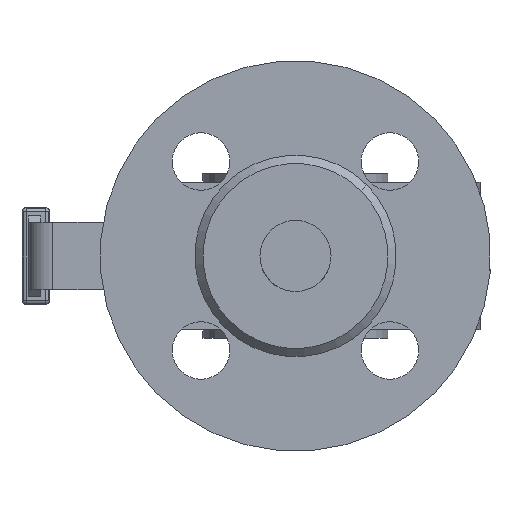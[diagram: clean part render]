
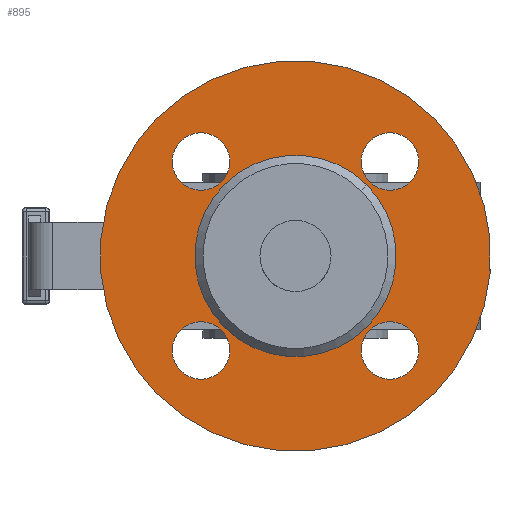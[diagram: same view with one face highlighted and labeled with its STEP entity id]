
A CAD part, left-side view. The second image highlights one B-rep face of the part: STEP entity #895.
In plain terms, the highlighted planar face has unit normal (-1, 0, 0).
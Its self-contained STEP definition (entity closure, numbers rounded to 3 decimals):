
#895=ADVANCED_FACE('',(#1972,#1973,#1974,#1975,#1976,#1977),#1978,.T.);
#1972=FACE_OUTER_BOUND('',#3934,.T.);
#1973=FACE_BOUND('',#3935,.T.);
#1974=FACE_BOUND('',#3936,.T.);
#1975=FACE_BOUND('',#3937,.T.);
#1976=FACE_BOUND('',#3938,.T.);
#1977=FACE_BOUND('',#3939,.T.);
#1978=PLANE('',#3940);
#3934=EDGE_LOOP('',(#6541,#6542));
#3935=EDGE_LOOP('',(#6543,#6544));
#3936=EDGE_LOOP('',(#6545,#6546));
#3937=EDGE_LOOP('',(#6547,#6548));
#3938=EDGE_LOOP('',(#6549,#6550));
#3939=EDGE_LOOP('',(#6551,#6552));
#3940=AXIS2_PLACEMENT_3D('',#6553,#6554,#6555);
#6541=ORIENTED_EDGE('',*,*,#8169,.F.);
#6542=ORIENTED_EDGE('',*,*,#8933,.F.);
#6543=ORIENTED_EDGE('',*,*,#8935,.T.);
#6544=ORIENTED_EDGE('',*,*,#8139,.T.);
#6545=ORIENTED_EDGE('',*,*,#8936,.T.);
#6546=ORIENTED_EDGE('',*,*,#8144,.T.);
#6547=ORIENTED_EDGE('',*,*,#8937,.T.);
#6548=ORIENTED_EDGE('',*,*,#8149,.T.);
#6549=ORIENTED_EDGE('',*,*,#8938,.T.);
#6550=ORIENTED_EDGE('',*,*,#8154,.T.);
#6551=ORIENTED_EDGE('',*,*,#8166,.T.);
#6552=ORIENTED_EDGE('',*,*,#8939,.T.);
#6553=CARTESIAN_POINT('',(-74.,25.456,-25.456));
#6554=DIRECTION('',(-1.0,0.,0.));
#6555=DIRECTION('',(0.,1.0,0.0));
#8139=EDGE_CURVE('',#9694,#9691,#9695,.T.);
#8144=EDGE_CURVE('',#9703,#9700,#9704,.T.);
#8149=EDGE_CURVE('',#9712,#9709,#9713,.T.);
#8154=EDGE_CURVE('',#9721,#9718,#9722,.T.);
#8166=EDGE_CURVE('',#9735,#9739,#9741,.T.);
#8169=EDGE_CURVE('',#9743,#9746,#9747,.T.);
#8933=EDGE_CURVE('',#9746,#9743,#10880,.T.);
#8935=EDGE_CURVE('',#9691,#9694,#10882,.T.);
#8936=EDGE_CURVE('',#9700,#9703,#10883,.T.);
#8937=EDGE_CURVE('',#9709,#9712,#10884,.T.);
#8938=EDGE_CURVE('',#9718,#9721,#10885,.T.);
#8939=EDGE_CURVE('',#9739,#9735,#10886,.T.);
#9691=VERTEX_POINT('',#12015);
#9694=VERTEX_POINT('',#12019);
#9695=CIRCLE('',#12020,7.0);
#9700=VERTEX_POINT('',#12026);
#9703=VERTEX_POINT('',#12030);
#9704=CIRCLE('',#12031,7.0);
#9709=VERTEX_POINT('',#12037);
#9712=VERTEX_POINT('',#12041);
#9713=CIRCLE('',#12042,7.0);
#9718=VERTEX_POINT('',#12048);
#9721=VERTEX_POINT('',#12052);
#9722=CIRCLE('',#12053,7.0);
#9735=VERTEX_POINT('',#12067);
#9739=VERTEX_POINT('',#12072);
#9741=CIRCLE('',#12075,24.5);
#9743=VERTEX_POINT('',#12077);
#9746=VERTEX_POINT('',#12081);
#9747=CIRCLE('',#12082,47.5);
#10880=CIRCLE('',#14708,47.5);
#10882=CIRCLE('',#14710,7.0);
#10883=CIRCLE('',#14711,7.0);
#10884=CIRCLE('',#14712,7.0);
#10885=CIRCLE('',#14713,7.0);
#10886=CIRCLE('',#14714,24.5);
#12015=CARTESIAN_POINT('',(-74.,18.031,-18.031));
#12019=CARTESIAN_POINT('',(-74.,27.931,-27.931));
#12020=AXIS2_PLACEMENT_3D('',#16036,#16037,#16038);
#12026=CARTESIAN_POINT('',(-74.,-27.931,-18.031));
#12030=CARTESIAN_POINT('',(-74.,-18.031,-27.931));
#12031=AXIS2_PLACEMENT_3D('',#16044,#16045,#16046);
#12037=CARTESIAN_POINT('',(-74.,-27.931,27.931));
#12041=CARTESIAN_POINT('',(-74.,-18.031,18.031));
#12042=AXIS2_PLACEMENT_3D('',#16052,#16053,#16054);
#12048=CARTESIAN_POINT('',(-74.,18.031,27.931));
#12052=CARTESIAN_POINT('',(-74.,27.931,18.031));
#12053=AXIS2_PLACEMENT_3D('',#16060,#16061,#16062);
#12067=CARTESIAN_POINT('',(-74.,17.324,-17.324));
#12072=CARTESIAN_POINT('',(-74.,-17.324,17.324));
#12075=AXIS2_PLACEMENT_3D('',#16084,#16085,#16086);
#12077=CARTESIAN_POINT('',(-74.,33.588,-33.588));
#12081=CARTESIAN_POINT('',(-74.,-33.588,33.588));
#12082=AXIS2_PLACEMENT_3D('',#16088,#16089,#16090);
#14708=AXIS2_PLACEMENT_3D('',#16659,#16660,#16661);
#14710=AXIS2_PLACEMENT_3D('',#16662,#16663,#16664);
#14711=AXIS2_PLACEMENT_3D('',#16665,#16666,#16667);
#14712=AXIS2_PLACEMENT_3D('',#16668,#16669,#16670);
#14713=AXIS2_PLACEMENT_3D('',#16671,#16672,#16673);
#14714=AXIS2_PLACEMENT_3D('',#16674,#16675,#16676);
#16036=CARTESIAN_POINT('',(-74.,22.981,-22.981));
#16037=DIRECTION('',(1.0,0.,0.));
#16038=DIRECTION('',(0.,-0.707,0.707));
#16044=CARTESIAN_POINT('',(-74.,-22.981,-22.981));
#16045=DIRECTION('',(1.0,0.,0.));
#16046=DIRECTION('',(0.,-0.707,0.707));
#16052=CARTESIAN_POINT('',(-74.,-22.981,22.981));
#16053=DIRECTION('',(1.0,0.,0.));
#16054=DIRECTION('',(0.,-0.707,0.707));
#16060=CARTESIAN_POINT('',(-74.,22.981,22.981));
#16061=DIRECTION('',(1.0,0.,0.));
#16062=DIRECTION('',(0.,-0.707,0.707));
#16084=CARTESIAN_POINT('',(-74.,0.,0.));
#16085=DIRECTION('',(1.0,0.,0.));
#16086=DIRECTION('',(0.,0.707,-0.707));
#16088=CARTESIAN_POINT('',(-74.,0.,0.));
#16089=DIRECTION('',(1.0,0.,0.));
#16090=DIRECTION('',(0.,0.707,-0.707));
#16659=CARTESIAN_POINT('',(-74.,0.,0.));
#16660=DIRECTION('',(1.0,0.,0.));
#16661=DIRECTION('',(0.,0.707,-0.707));
#16662=CARTESIAN_POINT('',(-74.,22.981,-22.981));
#16663=DIRECTION('',(1.0,0.,0.));
#16664=DIRECTION('',(0.,-0.707,0.707));
#16665=CARTESIAN_POINT('',(-74.,-22.981,-22.981));
#16666=DIRECTION('',(1.0,0.,0.));
#16667=DIRECTION('',(0.,-0.707,0.707));
#16668=CARTESIAN_POINT('',(-74.,-22.981,22.981));
#16669=DIRECTION('',(1.0,0.,0.));
#16670=DIRECTION('',(0.,-0.707,0.707));
#16671=CARTESIAN_POINT('',(-74.,22.981,22.981));
#16672=DIRECTION('',(1.0,0.,0.));
#16673=DIRECTION('',(0.,-0.707,0.707));
#16674=CARTESIAN_POINT('',(-74.,0.,0.));
#16675=DIRECTION('',(1.0,0.,0.));
#16676=DIRECTION('',(0.,0.707,-0.707));
